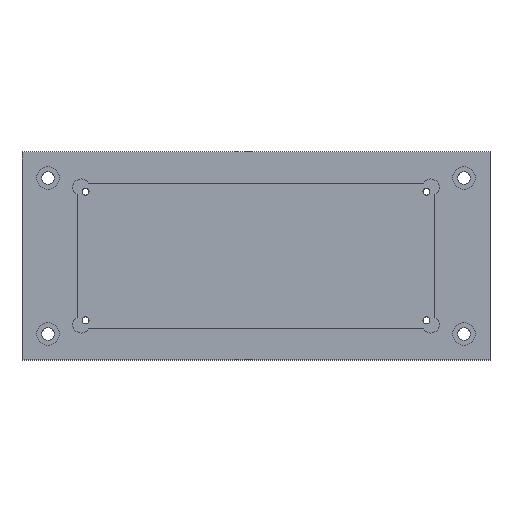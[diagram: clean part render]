
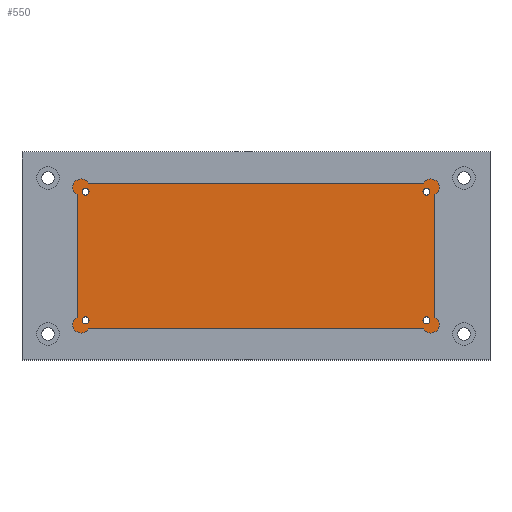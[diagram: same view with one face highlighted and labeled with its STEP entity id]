
A CAD part, top view. The second image highlights one B-rep face of the part: STEP entity #550.
In plain terms, the highlighted planar face has unit normal (0, 0, 1).
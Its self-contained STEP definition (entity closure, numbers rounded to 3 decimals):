
#19=FACE_BOUND('',#111,.T.);
#20=FACE_BOUND('',#112,.T.);
#21=FACE_BOUND('',#113,.T.);
#22=FACE_BOUND('',#114,.T.);
#44=PLANE('',#627);
#75=FACE_OUTER_BOUND('',#110,.T.);
#110=EDGE_LOOP('',(#454,#455,#456,#457,#458,#459,#460,#461));
#111=EDGE_LOOP('',(#462));
#112=EDGE_LOOP('',(#463));
#113=EDGE_LOOP('',(#464));
#114=EDGE_LOOP('',(#465));
#148=LINE('',#886,#188);
#153=LINE('',#899,#193);
#157=LINE('',#911,#197);
#161=LINE('',#923,#201);
#188=VECTOR('',#732,10.);
#193=VECTOR('',#745,10.);
#197=VECTOR('',#757,10.);
#201=VECTOR('',#769,10.);
#214=CIRCLE('',#572,1.666);
#216=CIRCLE('',#575,1.666);
#218=CIRCLE('',#578,1.666);
#220=CIRCLE('',#581,1.666);
#239=CIRCLE('',#614,4.);
#241=CIRCLE('',#618,4.);
#243=CIRCLE('',#622,4.);
#245=CIRCLE('',#626,4.);
#246=VERTEX_POINT('',#804);
#248=VERTEX_POINT('',#810);
#250=VERTEX_POINT('',#816);
#252=VERTEX_POINT('',#822);
#272=VERTEX_POINT('',#883);
#273=VERTEX_POINT('',#885);
#275=VERTEX_POINT('',#891);
#277=VERTEX_POINT('',#897);
#279=VERTEX_POINT('',#903);
#281=VERTEX_POINT('',#909);
#283=VERTEX_POINT('',#915);
#285=VERTEX_POINT('',#921);
#294=EDGE_CURVE('',#246,#246,#214,.T.);
#297=EDGE_CURVE('',#248,#248,#216,.T.);
#300=EDGE_CURVE('',#250,#250,#218,.T.);
#303=EDGE_CURVE('',#252,#252,#220,.T.);
#332=EDGE_CURVE('',#272,#273,#148,.T.);
#336=EDGE_CURVE('',#275,#272,#239,.T.);
#339=EDGE_CURVE('',#277,#275,#153,.T.);
#342=EDGE_CURVE('',#279,#277,#241,.T.);
#345=EDGE_CURVE('',#281,#279,#157,.T.);
#348=EDGE_CURVE('',#283,#281,#243,.T.);
#351=EDGE_CURVE('',#285,#283,#161,.T.);
#353=EDGE_CURVE('',#273,#285,#245,.T.);
#454=ORIENTED_EDGE('',*,*,#353,.F.);
#455=ORIENTED_EDGE('',*,*,#332,.F.);
#456=ORIENTED_EDGE('',*,*,#336,.F.);
#457=ORIENTED_EDGE('',*,*,#339,.F.);
#458=ORIENTED_EDGE('',*,*,#342,.F.);
#459=ORIENTED_EDGE('',*,*,#345,.F.);
#460=ORIENTED_EDGE('',*,*,#348,.F.);
#461=ORIENTED_EDGE('',*,*,#351,.F.);
#462=ORIENTED_EDGE('',*,*,#294,.T.);
#463=ORIENTED_EDGE('',*,*,#297,.T.);
#464=ORIENTED_EDGE('',*,*,#300,.T.);
#465=ORIENTED_EDGE('',*,*,#303,.T.);
#550=ADVANCED_FACE('',(#75,#19,#20,#21,#22),#44,.T.);
#572=AXIS2_PLACEMENT_3D('',#805,#638,#639);
#575=AXIS2_PLACEMENT_3D('',#811,#645,#646);
#578=AXIS2_PLACEMENT_3D('',#817,#652,#653);
#581=AXIS2_PLACEMENT_3D('',#823,#659,#660);
#614=AXIS2_PLACEMENT_3D('',#893,#739,#740);
#618=AXIS2_PLACEMENT_3D('',#905,#751,#752);
#622=AXIS2_PLACEMENT_3D('',#917,#763,#764);
#626=AXIS2_PLACEMENT_3D('',#926,#774,#775);
#627=AXIS2_PLACEMENT_3D('',#927,#776,#777);
#638=DIRECTION('center_axis',(0.,0.,-1.));
#639=DIRECTION('ref_axis',(-1.,0.,0.));
#645=DIRECTION('center_axis',(0.,0.,-1.));
#646=DIRECTION('ref_axis',(-1.,0.,0.));
#652=DIRECTION('center_axis',(0.,0.,-1.));
#653=DIRECTION('ref_axis',(-1.,0.,0.));
#659=DIRECTION('center_axis',(0.,0.,-1.));
#660=DIRECTION('ref_axis',(-1.,0.,0.));
#732=DIRECTION('',(-1.,0.,0.));
#739=DIRECTION('center_axis',(0.,0.,-1.));
#740=DIRECTION('ref_axis',(-0.866,-0.5,0.));
#745=DIRECTION('',(0.,-1.,0.));
#751=DIRECTION('center_axis',(0.,0.,-1.));
#752=DIRECTION('ref_axis',(0.5,-0.866,0.));
#757=DIRECTION('',(1.,0.,0.));
#763=DIRECTION('center_axis',(0.,0.,-1.));
#764=DIRECTION('ref_axis',(0.866,0.5,0.));
#769=DIRECTION('',(0.,1.,0.));
#774=DIRECTION('center_axis',(0.,0.,-1.));
#775=DIRECTION('ref_axis',(-0.5,0.866,0.));
#776=DIRECTION('center_axis',(0.,0.,1.));
#777=DIRECTION('ref_axis',(-1.,0.,0.));
#804=CARTESIAN_POINT('',(83.616,30.95,17.7));
#805=CARTESIAN_POINT('Origin',(81.95,30.95,17.7));
#810=CARTESIAN_POINT('',(-80.284,30.95,17.7));
#811=CARTESIAN_POINT('Origin',(-81.95,30.95,17.7));
#816=CARTESIAN_POINT('',(83.616,-30.95,17.7));
#817=CARTESIAN_POINT('Origin',(81.95,-30.95,17.7));
#822=CARTESIAN_POINT('',(-80.284,-30.95,17.7));
#823=CARTESIAN_POINT('Origin',(-81.95,-30.95,17.7));
#883=CARTESIAN_POINT('',(80.586,-35.05,17.7));
#885=CARTESIAN_POINT('',(-80.586,-35.05,17.7));
#886=CARTESIAN_POINT('',(-80.586,-35.05,17.7));
#891=CARTESIAN_POINT('',(86.05,-29.586,17.7));
#893=CARTESIAN_POINT('Origin',(84.05,-33.05,17.7));
#897=CARTESIAN_POINT('',(86.05,29.586,17.7));
#899=CARTESIAN_POINT('',(86.05,-29.586,17.7));
#903=CARTESIAN_POINT('',(80.586,35.05,17.7));
#905=CARTESIAN_POINT('Origin',(84.05,33.05,17.7));
#909=CARTESIAN_POINT('',(-80.586,35.05,17.7));
#911=CARTESIAN_POINT('',(80.586,35.05,17.7));
#915=CARTESIAN_POINT('',(-86.05,29.586,17.7));
#917=CARTESIAN_POINT('Origin',(-84.05,33.05,17.7));
#921=CARTESIAN_POINT('',(-86.05,-29.586,17.7));
#923=CARTESIAN_POINT('',(-86.05,29.586,17.7));
#926=CARTESIAN_POINT('Origin',(-84.05,-33.05,17.7));
#927=CARTESIAN_POINT('Origin',(0.,0.,
17.7));
